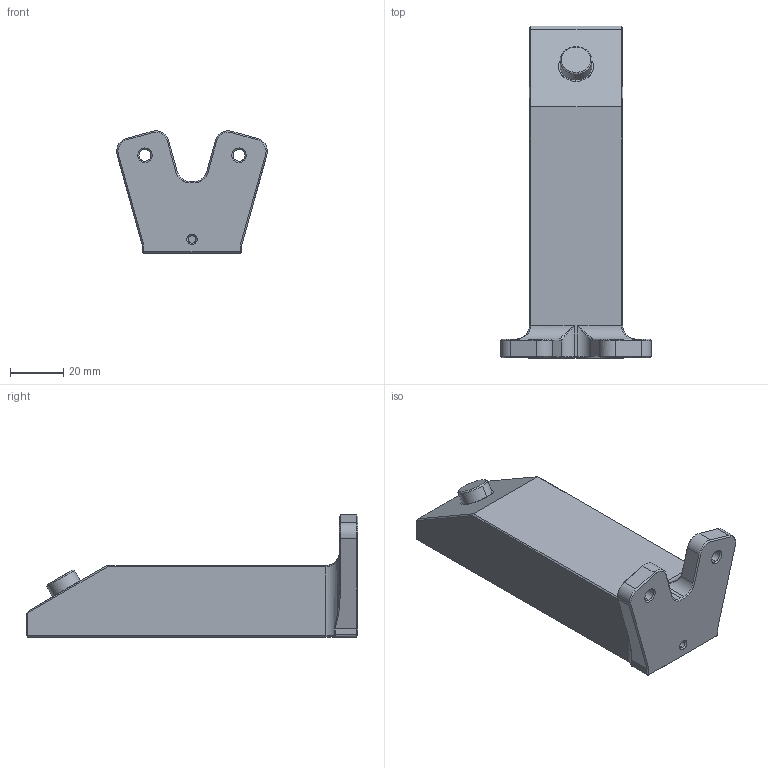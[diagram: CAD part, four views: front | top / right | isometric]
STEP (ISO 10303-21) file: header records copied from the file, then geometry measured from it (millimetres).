
FILE_DESCRIPTION (( 'STEP AP203' ), '1' );
FILE_NAME ('02_angle_30deg_2020base_v2.STEP', '2021-08-15T16:59:25', ( '' ), ( '' ), 'SwSTEP 2.0', 'SolidWorks 2020', '' );
FILE_SCHEMA (( 'CONFIG_CONTROL_DESIGN' ));
Length unit declared in the file: millimetre
Products named in the file (1): 02_angle_30deg_2020base_v2
Bounding box: 56.43 x 124.31 x 45.82 mm (x, y, z)
Volume: 114482.2 mm3; surface area: 18664.3 mm2
Topology: 1 solids, 1 shells, 112 faces, 253 edges, 142 vertices
Faces by surface type: plane 52, cone 28, cylinder 22, bspline 10
Entity records: 4422 total; most frequent: CARTESIAN_POINT 1942, ORIENTED_EDGE 498, DIRECTION 483, EDGE_CURVE 249, AXIS2_PLACEMENT_3D 167, LINE 149, VECTOR 149, VERTEX_POINT 142
